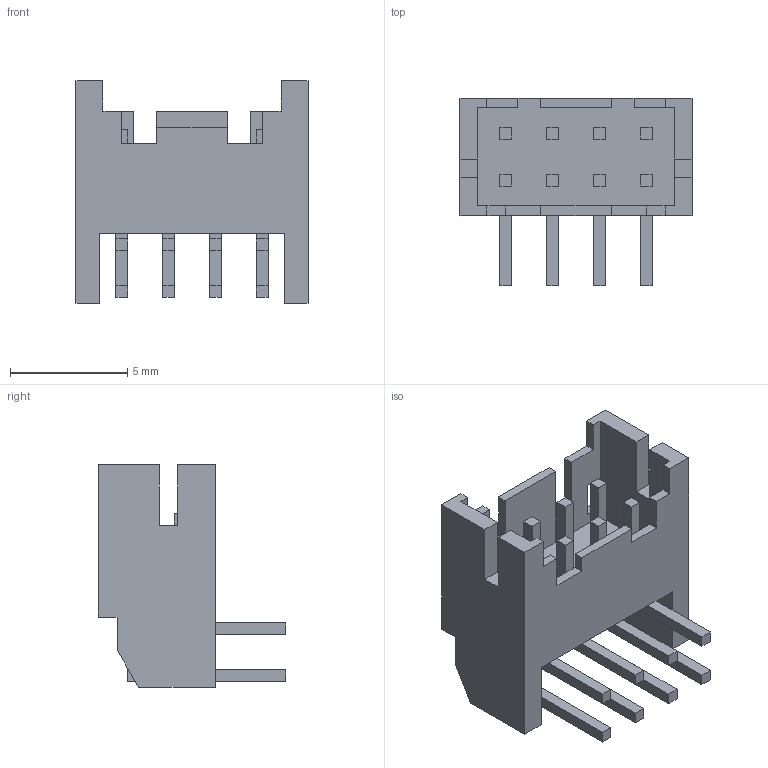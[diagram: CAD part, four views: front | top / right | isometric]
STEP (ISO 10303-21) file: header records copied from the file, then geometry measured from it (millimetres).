
FILE_DESCRIPTION(/* description */ (''),/* implementation_level */ '2;1');
FILE_NAME(/* name */ 'S8B-PHDSS Angled.step',/* time_stamp */ '2020-08-13T15:40:20+08:00',/* author */ (''),/* organization */ (''),/* preprocessor_version */ 'ST-DEVELOPER v18.1',/* originating_system */ 'Autodesk Translation Framework v9.3.0.1241',/* authorisation */ '');
FILE_SCHEMA (('AUTOMOTIVE_DESIGN { 1 0 10303 214 3 1 1 }'));
Length unit declared in the file: millimetre
Products named in the file (1): S8B-PHDSS
Bounding box: 9.9 x 8 x 9.5 mm (x, y, z)
Volume: 171.7 mm3; surface area: 577.5 mm2
Topology: 1 solids, 1 shells, 154 faces, 408 edges, 272 vertices
Faces by surface type: plane 154
Entity records: 4823 total; most frequent: CARTESIAN_POINT 835, ORIENTED_EDGE 816, DIRECTION 718, LINE 408, VECTOR 408, EDGE_CURVE 408, VERTEX_POINT 272, EDGE_LOOP 174
